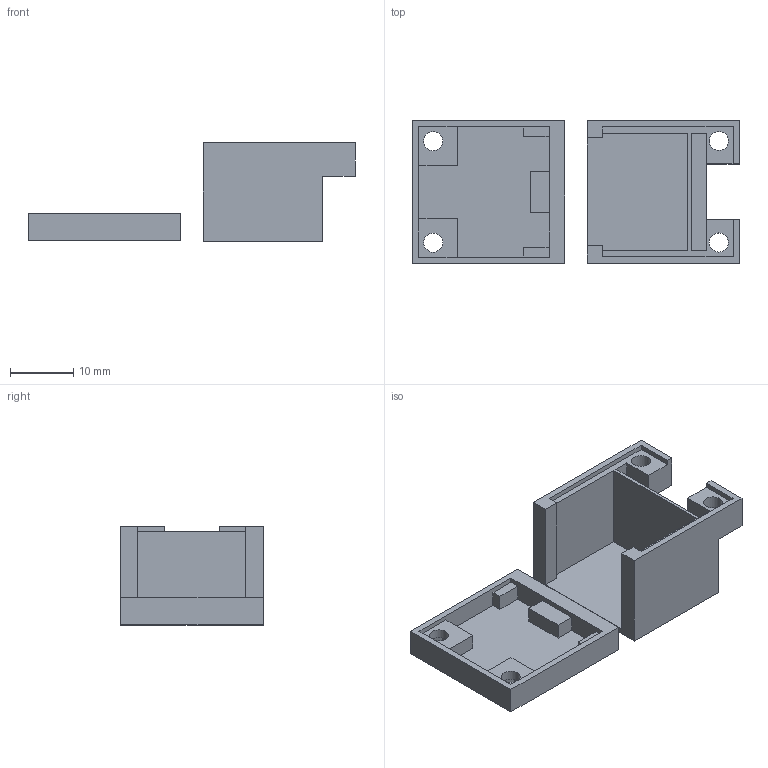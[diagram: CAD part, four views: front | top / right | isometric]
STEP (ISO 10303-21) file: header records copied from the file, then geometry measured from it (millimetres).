
FILE_DESCRIPTION(/* description */ (''),/* implementation_level */ '2;1');
FILE_NAME(/* name */ 'Ethernet Adapter Case.step',/* time_stamp */ '2023-06-28T11:38:53-06:00',/* author */ (''),/* organization */ (''),/* preprocessor_version */ 'ST-DEVELOPER v19.2',/* originating_system */ 'Autodesk Translation Framework v12.6.0.85',/* authorisation */ '');
FILE_SCHEMA (('AUTOMOTIVE_DESIGN { 1 0 10303 214 3 1 1 }'));
Length unit declared in the file: millimetre
Products named in the file (1): Ethernet Adapter Case Mk II
Bounding box: 51.5 x 22.51 x 15.55 mm (x, y, z)
Volume: 3456.8 mm3; surface area: 4881.7 mm2
Topology: 2 solids, 2 shells, 81 faces, 214 edges, 140 vertices
Faces by surface type: plane 75, cylinder 6
Full cylindrical faces by diameter (mm): 3 x4, 3.9 x2
Entity records: 2497 total; most frequent: CARTESIAN_POINT 436, ORIENTED_EDGE 428, DIRECTION 390, EDGE_CURVE 214, LINE 202, VECTOR 202, VERTEX_POINT 140, EDGE_LOOP 94
